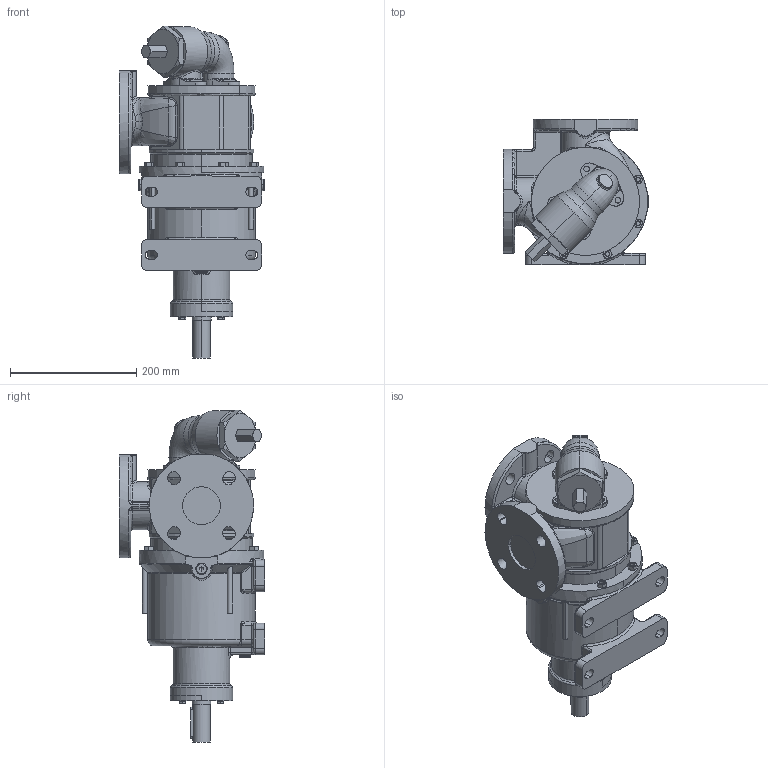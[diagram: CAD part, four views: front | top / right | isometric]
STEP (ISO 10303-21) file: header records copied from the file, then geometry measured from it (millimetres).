
FILE_DESCRIPTION((''),'2;1');
FILE_NAME('R_50_1_M_Y','2019-06-27T14:10:44',('Nicola'),(''),'CREO PARAMETRIC BY PTC INC, 2017110','CREO PARAMETRIC BY PTC INC, 2017110','');
FILE_SCHEMA(('CONFIG_CONTROL_DESIGN'));
Products named in the file (1): R_50_1_M_Y
Bounding box: 229.8 x 230 x 525.41 mm (x, y, z)
Volume: 6537422.7 mm3; surface area: 657523.8 mm2
Topology: 2 solids, 3 shells, 1010 faces, 2370 edges, 1414 vertices
Faces by surface type: plane 296, cylinder 289, cone 203, bspline 131, torus 71, sphere 20
Entity records: 59031 total; most frequent: CARTESIAN_POINT 36991, ORIENTED_EDGE 4692, DIRECTION 4458, EDGE_CURVE 2346, AXIS2_PLACEMENT_3D 1855, VERTEX_POINT 1414, EDGE_LOOP 1120, FACE_OUTER_BOUND 1010
